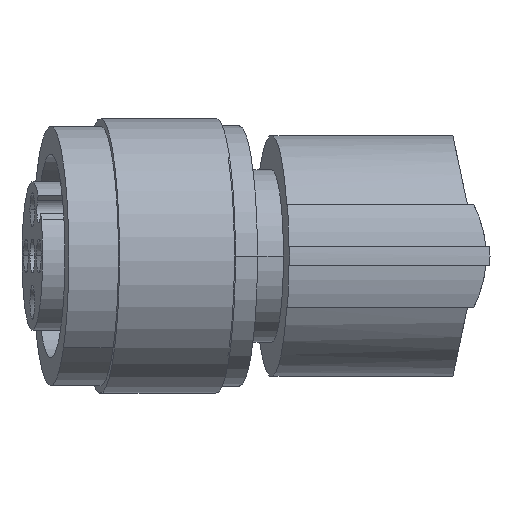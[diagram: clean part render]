
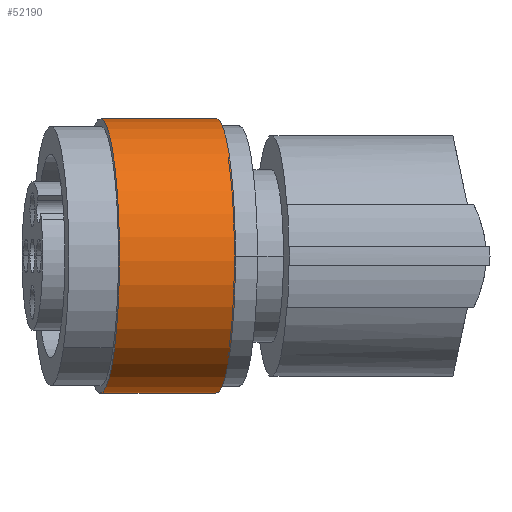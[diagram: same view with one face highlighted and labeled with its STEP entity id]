
A CAD part, left-side view. The second image highlights one B-rep face of the part: STEP entity #52190.
In plain terms, the highlighted cylindrical face has radius 7.4 mm (diameter 14.8 mm), a partial arc.
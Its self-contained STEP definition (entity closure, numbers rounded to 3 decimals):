
#1540=CARTESIAN_POINT('',(0.,8.635,
-27.957));
#1550=DIRECTION('',(0.,0.99,
-0.139));
#1560=DIRECTION('',(0.999,0.005,
0.035));
#1570=AXIS2_PLACEMENT_3D('',#1540,#1550,#1560);
#1580=CIRCLE('',#1570,7.4);
#1590=CARTESIAN_POINT('',(7.395,8.671,
-27.701));
#1600=VERTEX_POINT('',#1590);
#1610=CARTESIAN_POINT('',(-7.395,8.599,
-28.213));
#1620=VERTEX_POINT('',#1610);
#1630=EDGE_CURVE('',#1600,#1620,#1580,.T.);
#2290=CARTESIAN_POINT('',(7.395,11.264,
-28.065));
#2300=DIRECTION('',(0.,0.99,
-0.139));
#2310=VECTOR('',#2300,1.);
#2320=LINE('',#2290,#2310);
#2330=CARTESIAN_POINT('',(7.395,14.91,
-28.578));
#2340=VERTEX_POINT('',#2330);
#2350=EDGE_CURVE('',#1600,#2340,#2320,.T.);
#2380=CARTESIAN_POINT('',(-7.395,11.192,
-28.577));
#2390=DIRECTION('',(0.,0.99,
-0.139));
#2400=VECTOR('',#2390,1.);
#2410=LINE('',#2380,#2400);
#2420=CARTESIAN_POINT('',(-7.395,14.838,
-29.089));
#2430=VERTEX_POINT('',#2420);
#2440=EDGE_CURVE('',#1620,#2430,#2410,.T.);
#2460=CARTESIAN_POINT('',(0.,14.874,
-28.834));
#2470=DIRECTION('',(0.,0.99,
-0.139));
#2480=DIRECTION('',(0.999,0.005,
0.035));
#2490=AXIS2_PLACEMENT_3D('',#2460,#2470,#2480);
#2500=CIRCLE('',#2490,7.4);
#2870=EDGE_CURVE('',#2340,#2430,#2500,.T.);
#52080=CARTESIAN_POINT('',(0.,11.228,
-28.321));
#52090=DIRECTION('',(0.,0.99,
-0.139));
#52100=DIRECTION('',(0.999,0.005,
0.035));
#52110=AXIS2_PLACEMENT_3D('',#52080,#52090,#52100);
#52120=CYLINDRICAL_SURFACE('',#52110,7.4);
#52130=ORIENTED_EDGE('',*,*,#2870,.F.);
#52140=ORIENTED_EDGE('',*,*,#2440,.T.);
#52150=ORIENTED_EDGE('',*,*,#1630,.T.);
#52160=ORIENTED_EDGE('',*,*,#2350,.F.);
#52170=EDGE_LOOP('',(#52160,#52150,#52140,#52130));
#52180=FACE_OUTER_BOUND('',#52170,.T.);
#52190=ADVANCED_FACE('',(#52180),#52120,.T.);
